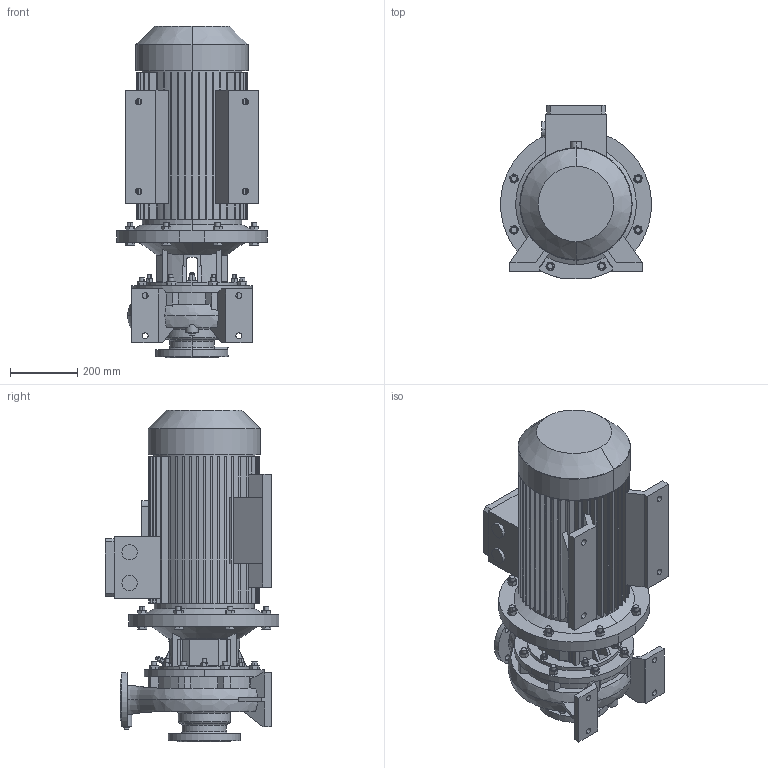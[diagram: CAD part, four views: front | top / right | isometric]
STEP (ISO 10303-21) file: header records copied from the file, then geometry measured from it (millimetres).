
FILE_DESCRIPTION (( 'STEP AP214' ), '1' );
FILE_NAME ('ﾌﾓ-311-200-ﾌ3-311-217-01-18.step', '2025-04-07T08:17:48', ( 'adb' ), ( '' ), 'SwSTEP 2.0', 'SolidWorks 2016', '' );
FILE_SCHEMA (( 'AUTOMOTIVE_DESIGN' ));
Length unit declared in the file: millimetre
Products named in the file (1): ﾌﾓ-311-200-ﾌ3-311-217-01-18
Bounding box: 448.5 x 517 x 988 mm (x, y, z)
Volume: 70252390.9 mm3; surface area: 3442433.5 mm2
Topology: 8 solids, 31 shells, 1392 faces, 3585 edges, 2339 vertices
Faces by surface type: plane 759, cylinder 455, cone 144, bspline 27, torus 7
Entity records: 68868 total; most frequent: CARTESIAN_POINT 19640, ORIENTED_EDGE 7166, DIRECTION 6821, EDGE_CURVE 3583, AXIS2_PLACEMENT_3D 2496, VERTEX_POINT 2339, VECTOR 1829, LINE 1829
